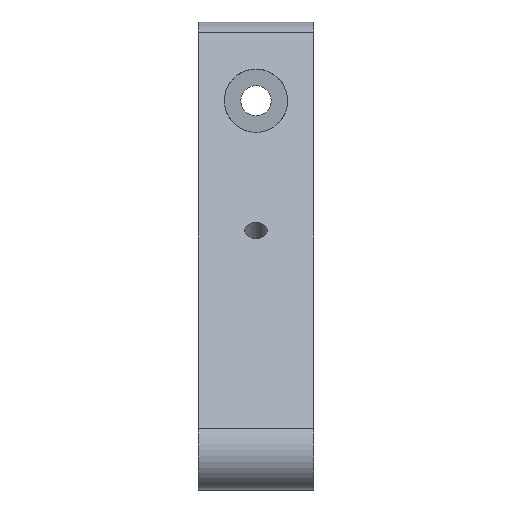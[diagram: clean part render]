
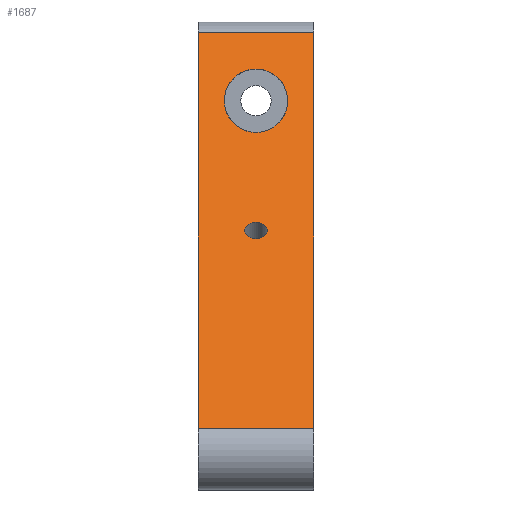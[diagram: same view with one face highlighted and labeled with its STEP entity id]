
A CAD part, front view. The second image highlights one B-rep face of the part: STEP entity #1687.
In plain terms, the highlighted planar face has unit normal (0, -0.707, 0.707).
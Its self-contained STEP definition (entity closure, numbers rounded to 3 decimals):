
#98 = PLANE('',#99);
#99 = AXIS2_PLACEMENT_3D('',#100,#101,#102);
#100 = CARTESIAN_POINT('',(16.,-35.456,15.456));
#101 = DIRECTION('',(1.,0.,0.));
#102 = DIRECTION('',(0.,0.,1.));
#154 = PLANE('',#155);
#155 = AXIS2_PLACEMENT_3D('',#156,#157,#158);
#156 = CARTESIAN_POINT('',(0.,-35.456,
    15.456));
#157 = DIRECTION('',(1.,0.,0.));
#158 = DIRECTION('',(0.,0.,1.));
#877 = VERTEX_POINT('',#878);
#878 = CARTESIAN_POINT('',(16.,-18.536,53.464));
#893 = CYLINDRICAL_SURFACE('',#894,5.);
#894 = AXIS2_PLACEMENT_3D('',#895,#896,#897);
#895 = CARTESIAN_POINT('',(0.,-15.,49.929));
#896 = DIRECTION('',(1.,0.,0.));
#897 = DIRECTION('',(0.,1.,0.));
#905 = EDGE_CURVE('',#906,#877,#908,.T.);
#906 = VERTEX_POINT('',#907);
#907 = CARTESIAN_POINT('',(16.,-73.464,-1.464));
#908 = SURFACE_CURVE('',#909,(#913,#920),.PCURVE_S1.);
#909 = LINE('',#910,#911);
#910 = CARTESIAN_POINT('',(16.,-82.,-10.));
#911 = VECTOR('',#912,1.);
#912 = DIRECTION('',(0.,0.707,0.707)
  );
#913 = PCURVE('',#98,#914);
#914 = DEFINITIONAL_REPRESENTATION('',(#915),#919);
#915 = LINE('',#916,#917);
#916 = CARTESIAN_POINT('',(-25.456,46.544));
#917 = VECTOR('',#918,1.);
#918 = DIRECTION('',(0.707,-0.707));
#919 = ( GEOMETRIC_REPRESENTATION_CONTEXT(2) 
PARAMETRIC_REPRESENTATION_CONTEXT() REPRESENTATION_CONTEXT('2D SPACE',''
  ) );
#920 = PCURVE('',#921,#926);
#921 = PLANE('',#922);
#922 = AXIS2_PLACEMENT_3D('',#923,#924,#925);
#923 = CARTESIAN_POINT('',(0.,-82.,-10.));
#924 = DIRECTION('',(0.,-0.707,0.707)
  );
#925 = DIRECTION('',(0.,0.707,0.707)
  );
#926 = DEFINITIONAL_REPRESENTATION('',(#927),#931);
#927 = LINE('',#928,#929);
#928 = CARTESIAN_POINT('',(0.,-16.));
#929 = VECTOR('',#930,1.);
#930 = DIRECTION('',(1.,0.));
#931 = ( GEOMETRIC_REPRESENTATION_CONTEXT(2) 
PARAMETRIC_REPRESENTATION_CONTEXT() REPRESENTATION_CONTEXT('2D SPACE',''
  ) );
#954 = CYLINDRICAL_SURFACE('',#955,5.);
#955 = AXIS2_PLACEMENT_3D('',#956,#957,#958);
#956 = CARTESIAN_POINT('',(0.,-69.929,-5.));
#957 = DIRECTION('',(1.,0.,0.));
#958 = DIRECTION('',(0.,0.,-1.));
#1210 = VERTEX_POINT('',#1211);
#1211 = CARTESIAN_POINT('',(0.,-18.536,
    53.464));
#1233 = EDGE_CURVE('',#1234,#1210,#1236,.T.);
#1234 = VERTEX_POINT('',#1235);
#1235 = CARTESIAN_POINT('',(0.,-73.464,
    -1.464));
#1236 = SURFACE_CURVE('',#1237,(#1241,#1248),.PCURVE_S1.);
#1237 = LINE('',#1238,#1239);
#1238 = CARTESIAN_POINT('',(0.,-82.,-10.));
#1239 = VECTOR('',#1240,1.);
#1240 = DIRECTION('',(0.,0.707,0.707)
  );
#1241 = PCURVE('',#154,#1242);
#1242 = DEFINITIONAL_REPRESENTATION('',(#1243),#1247);
#1243 = LINE('',#1244,#1245);
#1244 = CARTESIAN_POINT('',(-25.456,46.544));
#1245 = VECTOR('',#1246,1.);
#1246 = DIRECTION('',(0.707,-0.707));
#1247 = ( GEOMETRIC_REPRESENTATION_CONTEXT(2) 
PARAMETRIC_REPRESENTATION_CONTEXT() REPRESENTATION_CONTEXT('2D SPACE',''
  ) );
#1248 = PCURVE('',#921,#1249);
#1249 = DEFINITIONAL_REPRESENTATION('',(#1250),#1254);
#1250 = LINE('',#1251,#1252);
#1251 = CARTESIAN_POINT('',(0.,0.));
#1252 = VECTOR('',#1253,1.);
#1253 = DIRECTION('',(1.,0.));
#1254 = ( GEOMETRIC_REPRESENTATION_CONTEXT(2) 
PARAMETRIC_REPRESENTATION_CONTEXT() REPRESENTATION_CONTEXT('2D SPACE',''
  ) );
#1665 = EDGE_CURVE('',#1210,#877,#1666,.T.);
#1666 = SURFACE_CURVE('',#1667,(#1671,#1678),.PCURVE_S1.);
#1667 = LINE('',#1668,#1669);
#1668 = CARTESIAN_POINT('',(0.,-18.536,
    53.464));
#1669 = VECTOR('',#1670,1.);
#1670 = DIRECTION('',(1.,0.,0.));
#1671 = PCURVE('',#893,#1672);
#1672 = DEFINITIONAL_REPRESENTATION('',(#1673),#1677);
#1673 = LINE('',#1674,#1675);
#1674 = CARTESIAN_POINT('',(2.356,0.));
#1675 = VECTOR('',#1676,1.);
#1676 = DIRECTION('',(0.,1.));
#1677 = ( GEOMETRIC_REPRESENTATION_CONTEXT(2) 
PARAMETRIC_REPRESENTATION_CONTEXT() REPRESENTATION_CONTEXT('2D SPACE',''
  ) );
#1678 = PCURVE('',#921,#1679);
#1679 = DEFINITIONAL_REPRESENTATION('',(#1680),#1684);
#1680 = LINE('',#1681,#1682);
#1681 = CARTESIAN_POINT('',(89.752,0.));
#1682 = VECTOR('',#1683,1.);
#1683 = DIRECTION('',(0.,-1.));
#1684 = ( GEOMETRIC_REPRESENTATION_CONTEXT(2) 
PARAMETRIC_REPRESENTATION_CONTEXT() REPRESENTATION_CONTEXT('2D SPACE',''
  ) );
#1687 = ADVANCED_FACE('',(#1688,#1714,#1745),#921,.T.);
#1688 = FACE_BOUND('',#1689,.T.);
#1689 = EDGE_LOOP('',(#1690,#1691,#1712,#1713));
#1690 = ORIENTED_EDGE('',*,*,#1233,.F.);
#1691 = ORIENTED_EDGE('',*,*,#1692,.T.);
#1692 = EDGE_CURVE('',#1234,#906,#1693,.T.);
#1693 = SURFACE_CURVE('',#1694,(#1698,#1705),.PCURVE_S1.);
#1694 = LINE('',#1695,#1696);
#1695 = CARTESIAN_POINT('',(0.,-73.464,
    -1.464));
#1696 = VECTOR('',#1697,1.);
#1697 = DIRECTION('',(1.,0.,0.));
#1698 = PCURVE('',#921,#1699);
#1699 = DEFINITIONAL_REPRESENTATION('',(#1700),#1704);
#1700 = LINE('',#1701,#1702);
#1701 = CARTESIAN_POINT('',(12.071,0.));
#1702 = VECTOR('',#1703,1.);
#1703 = DIRECTION('',(0.,-1.));
#1704 = ( GEOMETRIC_REPRESENTATION_CONTEXT(2) 
PARAMETRIC_REPRESENTATION_CONTEXT() REPRESENTATION_CONTEXT('2D SPACE',''
  ) );
#1705 = PCURVE('',#954,#1706);
#1706 = DEFINITIONAL_REPRESENTATION('',(#1707),#1711);
#1707 = LINE('',#1708,#1709);
#1708 = CARTESIAN_POINT('',(-2.356,0.));
#1709 = VECTOR('',#1710,1.);
#1710 = DIRECTION('',(-0.,1.));
#1711 = ( GEOMETRIC_REPRESENTATION_CONTEXT(2) 
PARAMETRIC_REPRESENTATION_CONTEXT() REPRESENTATION_CONTEXT('2D SPACE',''
  ) );
#1712 = ORIENTED_EDGE('',*,*,#905,.T.);
#1713 = ORIENTED_EDGE('',*,*,#1665,.F.);
#1714 = FACE_BOUND('',#1715,.T.);
#1715 = EDGE_LOOP('',(#1716));
#1716 = ORIENTED_EDGE('',*,*,#1717,.F.);
#1717 = EDGE_CURVE('',#1718,#1718,#1720,.T.);
#1718 = VERTEX_POINT('',#1719);
#1719 = CARTESIAN_POINT('',(9.6,-46.,26.));
#1720 = SURFACE_CURVE('',#1721,(#1726,#1733),.PCURVE_S1.);
#1721 = CIRCLE('',#1722,1.6);
#1722 = AXIS2_PLACEMENT_3D('',#1723,#1724,#1725);
#1723 = CARTESIAN_POINT('',(8.,-46.,26.));
#1724 = DIRECTION('',(0.,-0.707,0.707));
#1725 = DIRECTION('',(1.,0.,0.));
#1726 = PCURVE('',#921,#1727);
#1727 = DEFINITIONAL_REPRESENTATION('',(#1728),#1732);
#1728 = CIRCLE('',#1729,1.6);
#1729 = AXIS2_PLACEMENT_2D('',#1730,#1731);
#1730 = CARTESIAN_POINT('',(50.912,-8.));
#1731 = DIRECTION('',(0.,-1.));
#1732 = ( GEOMETRIC_REPRESENTATION_CONTEXT(2) 
PARAMETRIC_REPRESENTATION_CONTEXT() REPRESENTATION_CONTEXT('2D SPACE',''
  ) );
#1733 = PCURVE('',#1734,#1739);
#1734 = CYLINDRICAL_SURFACE('',#1735,1.6);
#1735 = AXIS2_PLACEMENT_3D('',#1736,#1737,#1738);
#1736 = CARTESIAN_POINT('',(8.,-40.,20.));
#1737 = DIRECTION('',(0.,-0.707,0.707));
#1738 = DIRECTION('',(1.,0.,0.));
#1739 = DEFINITIONAL_REPRESENTATION('',(#1740),#1744);
#1740 = LINE('',#1741,#1742);
#1741 = CARTESIAN_POINT('',(0.,8.485));
#1742 = VECTOR('',#1743,1.);
#1743 = DIRECTION('',(1.,0.));
#1744 = ( GEOMETRIC_REPRESENTATION_CONTEXT(2) 
PARAMETRIC_REPRESENTATION_CONTEXT() REPRESENTATION_CONTEXT('2D SPACE',''
  ) );
#1745 = FACE_BOUND('',#1746,.T.);
#1746 = EDGE_LOOP('',(#1747));
#1747 = ORIENTED_EDGE('',*,*,#1748,.F.);
#1748 = EDGE_CURVE('',#1749,#1749,#1751,.T.);
#1749 = VERTEX_POINT('',#1750);
#1750 = CARTESIAN_POINT('',(12.4,-28.,44.));
#1751 = SURFACE_CURVE('',#1752,(#1757,#1764),.PCURVE_S1.);
#1752 = ELLIPSE('',#1753,6.223,4.4);
#1753 = AXIS2_PLACEMENT_3D('',#1754,#1755,#1756);
#1754 = CARTESIAN_POINT('',(8.,-28.,44.));
#1755 = DIRECTION('',(0.,-0.707,0.707
    ));
#1756 = DIRECTION('',(0.,-0.707,-0.707
    ));
#1757 = PCURVE('',#921,#1758);
#1758 = DEFINITIONAL_REPRESENTATION('',(#1759),#1763);
#1759 = ELLIPSE('',#1760,6.223,4.4);
#1760 = AXIS2_PLACEMENT_2D('',#1761,#1762);
#1761 = CARTESIAN_POINT('',(76.368,-8.));
#1762 = DIRECTION('',(-1.,0.));
#1763 = ( GEOMETRIC_REPRESENTATION_CONTEXT(2) 
PARAMETRIC_REPRESENTATION_CONTEXT() REPRESENTATION_CONTEXT('2D SPACE',''
  ) );
#1764 = PCURVE('',#1765,#1770);
#1765 = CYLINDRICAL_SURFACE('',#1766,4.4);
#1766 = AXIS2_PLACEMENT_3D('',#1767,#1768,#1769);
#1767 = CARTESIAN_POINT('',(8.,-14.,44.));
#1768 = DIRECTION('',(0.,-1.,0.));
#1769 = DIRECTION('',(1.,0.,0.));
#1770 = DEFINITIONAL_REPRESENTATION('',(#1771),#1802);
#1771 = B_SPLINE_CURVE_WITH_KNOTS('',8,(#1772,#1773,#1774,#1775,#1776,
    #1777,#1778,#1779,#1780,#1781,#1782,#1783,#1784,#1785,#1786,#1787,
    #1788,#1789,#1790,#1791,#1792,#1793,#1794,#1795,#1796,#1797,#1798,
    #1799,#1800,#1801),.UNSPECIFIED.,.F.,.F.,(9,7,7,7,9),(1.571
    ,3.142,4.32,6.087,7.854),
  .UNSPECIFIED.);
#1772 = CARTESIAN_POINT('',(0.,14.));
#1773 = CARTESIAN_POINT('',(0.196,13.136));
#1774 = CARTESIAN_POINT('',(0.393,12.272));
#1775 = CARTESIAN_POINT('',(0.589,11.459));
#1776 = CARTESIAN_POINT('',(0.785,10.747));
#1777 = CARTESIAN_POINT('',(0.982,10.182));
#1778 = CARTESIAN_POINT('',(1.178,9.794));
#1779 = CARTESIAN_POINT('',(1.374,9.6));
#1780 = CARTESIAN_POINT('',(1.718,9.6));
#1781 = CARTESIAN_POINT('',(1.865,9.709));
#1782 = CARTESIAN_POINT('',(2.013,9.927));
#1783 = CARTESIAN_POINT('',(2.16,10.249));
#1784 = CARTESIAN_POINT('',(2.307,10.665));
#1785 = CARTESIAN_POINT('',(2.454,11.161));
#1786 = CARTESIAN_POINT('',(2.602,11.718));
#1787 = CARTESIAN_POINT('',(2.97,13.214));
#1788 = CARTESIAN_POINT('',(3.191,14.206));
#1789 = CARTESIAN_POINT('',(3.412,15.225));
#1790 = CARTESIAN_POINT('',(3.632,16.195));
#1791 = CARTESIAN_POINT('',(3.853,17.039));
#1792 = CARTESIAN_POINT('',(4.074,17.696));
#1793 = CARTESIAN_POINT('',(4.295,18.126));
#1794 = CARTESIAN_POINT('',(4.737,18.505));
#1795 = CARTESIAN_POINT('',(4.958,18.454));
#1796 = CARTESIAN_POINT('',(5.179,18.148));
#1797 = CARTESIAN_POINT('',(5.4,17.599));
#1798 = CARTESIAN_POINT('',(5.621,16.844));
#1799 = CARTESIAN_POINT('',(5.841,15.944));
#1800 = CARTESIAN_POINT('',(6.062,14.972));
#1801 = CARTESIAN_POINT('',(6.283,14.));
#1802 = ( GEOMETRIC_REPRESENTATION_CONTEXT(2) 
PARAMETRIC_REPRESENTATION_CONTEXT() REPRESENTATION_CONTEXT('2D SPACE',''
  ) );
